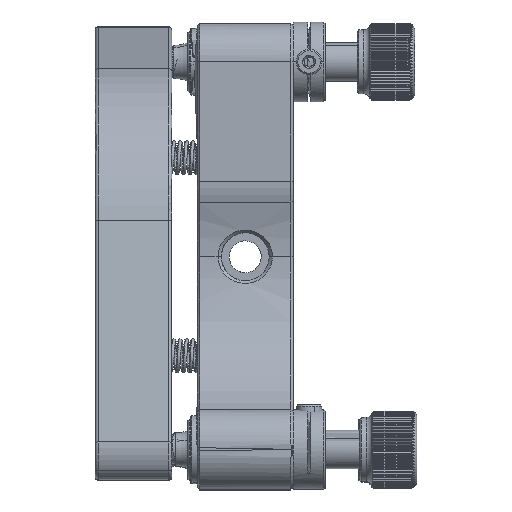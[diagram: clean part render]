
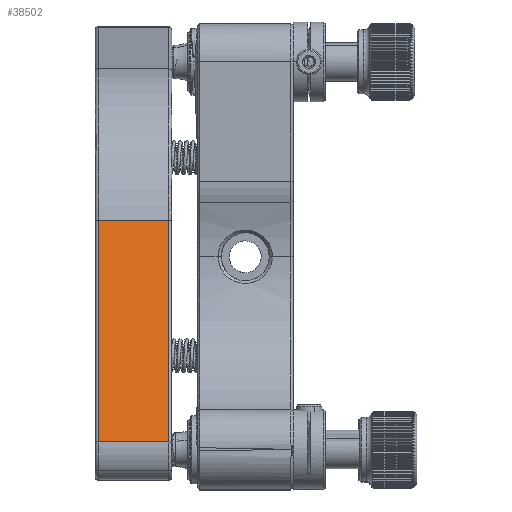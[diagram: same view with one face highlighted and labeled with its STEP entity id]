
A CAD part, top view. The second image highlights one B-rep face of the part: STEP entity #38502.
In plain terms, the highlighted planar face has unit normal (0, 0.185, 0.983).
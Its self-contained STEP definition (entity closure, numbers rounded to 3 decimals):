
#614 = EDGE_CURVE ( 'NONE', #37630, #38478, #27082, .T. ) ;
#1865 = CARTESIAN_POINT ( 'NONE',  ( -23., 5.523, 29.385 ) ) ;
#6109 = VERTEX_POINT ( 'NONE', #9123 ) ;
#6220 = CARTESIAN_POINT ( 'NONE',  ( -12., -17.556, 33.723 ) ) ;
#9123 = CARTESIAN_POINT ( 'NONE',  ( -23., 5.523, 29.385 ) ) ;
#9734 = ORIENTED_EDGE ( 'NONE', *, *, #25542, .T. ) ;
#11156 = DIRECTION ( 'NONE',  ( 0., 0.185, 0.983 ) ) ;
#17019 = ORIENTED_EDGE ( 'NONE', *, *, #24673, .T. ) ;
#17415 = PLANE ( 'NONE',  #46935 ) ;
#21290 = FACE_OUTER_BOUND ( 'NONE', #50280, .T. ) ;
#22133 = CARTESIAN_POINT ( 'NONE',  ( -12., -29.095, 35.892 ) ) ;
#24663 = CARTESIAN_POINT ( 'NONE',  ( -23., -29.095, 35.892 ) ) ;
#24673 = EDGE_CURVE ( 'NONE', #43664, #6109, #68768, .T. ) ;
#25000 = CARTESIAN_POINT ( 'NONE',  ( -19.333, -29.095, 35.892 ) ) ;
#25542 = EDGE_CURVE ( 'NONE', #6109, #38478, #59371, .T. ) ;
#26453 = CARTESIAN_POINT ( 'NONE',  ( -23., -17.556, 33.723 ) ) ;
#27082 = B_SPLINE_CURVE_WITH_KNOTS ( 'NONE', 3,
 ( #61175, #41333, #25000, #24663 ),
 .UNSPECIFIED., .F., .F.,
 ( 4, 4 ),
 ( 0., 1. ),
 .UNSPECIFIED. ) ;
#27137 = CARTESIAN_POINT ( 'NONE',  ( -23., -29.095, 35.892 ) ) ;
#32518 = CARTESIAN_POINT ( 'NONE',  ( -12., 5.523, 29.385 ) ) ;
#37630 = VERTEX_POINT ( 'NONE', #22133 ) ;
#37893 = CARTESIAN_POINT ( 'NONE',  ( -12., -6.016, 31.554 ) ) ;
#38295 = CARTESIAN_POINT ( 'NONE',  ( -23.5, 6.465, 29.209 ) ) ;
#38478 = VERTEX_POINT ( 'NONE', #45995 ) ;
#38502 = ADVANCED_FACE ( 'NONE', ( #21290 ), #17415, .T. ) ;
#41333 = CARTESIAN_POINT ( 'NONE',  ( -15.667, -29.095, 35.892 ) ) ;
#42326 = CARTESIAN_POINT ( 'NONE',  ( -12., 5.523, 29.385 ) ) ;
#42771 = CARTESIAN_POINT ( 'NONE',  ( -23., 5.523, 29.385 ) ) ;
#43664 = VERTEX_POINT ( 'NONE', #42326 ) ;
#45371 = B_SPLINE_CURVE_WITH_KNOTS ( 'NONE', 3,
 ( #49361, #37893, #6220, #64676 ),
 .UNSPECIFIED., .F., .F.,
 ( 4, 4 ),
 ( 0., 1. ),
 .UNSPECIFIED. ) ;
#45906 = ORIENTED_EDGE ( 'NONE', *, *, #614, .F. ) ;
#45995 = CARTESIAN_POINT ( 'NONE',  ( -23., -29.095, 35.892 ) ) ;
#46935 = AXIS2_PLACEMENT_3D ( 'NONE', #38295, #11156, #53622 ) ;
#48145 = EDGE_CURVE ( 'NONE', #43664, #37630, #45371, .T. ) ;
#48176 = CARTESIAN_POINT ( 'NONE',  ( -15.667, 5.523, 29.385 ) ) ;
#49361 = CARTESIAN_POINT ( 'NONE',  ( -12., 5.523, 29.385 ) ) ;
#49538 = CARTESIAN_POINT ( 'NONE',  ( -19.333, 5.523, 29.385 ) ) ;
#50280 = EDGE_LOOP ( 'NONE', ( #17019, #9734, #45906, #52155 ) ) ;
#52155 = ORIENTED_EDGE ( 'NONE', *, *, #48145, .F. ) ;
#53622 = DIRECTION ( 'NONE',  ( 1., 0., 0. ) ) ;
#59371 = B_SPLINE_CURVE_WITH_KNOTS ( 'NONE', 3,
 ( #42771, #64017, #26453, #27137 ),
 .UNSPECIFIED., .F., .F.,
 ( 4, 4 ),
 ( 0., 1. ),
 .UNSPECIFIED. ) ;
#61175 = CARTESIAN_POINT ( 'NONE',  ( -12., -29.095, 35.892 ) ) ;
#64017 = CARTESIAN_POINT ( 'NONE',  ( -23., -6.016, 31.554 ) ) ;
#64676 = CARTESIAN_POINT ( 'NONE',  ( -12., -29.095, 35.892 ) ) ;
#68768 = B_SPLINE_CURVE_WITH_KNOTS ( 'NONE', 3,
 ( #32518, #48176, #49538, #1865 ),
 .UNSPECIFIED., .F., .F.,
 ( 4, 4 ),
 ( 0., 1. ),
 .UNSPECIFIED. ) ;
